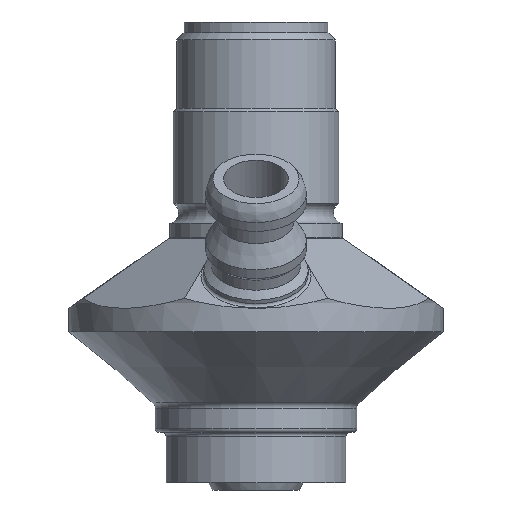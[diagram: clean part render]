
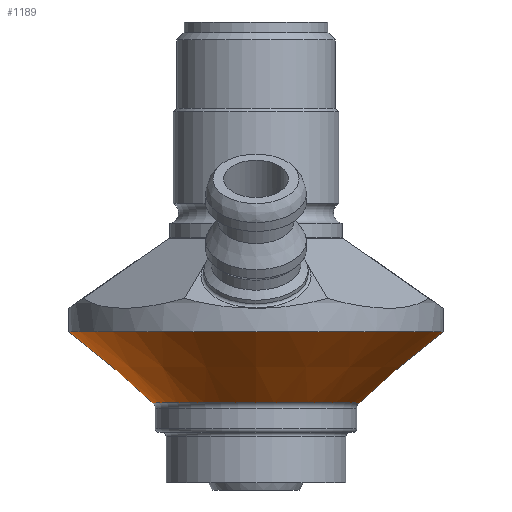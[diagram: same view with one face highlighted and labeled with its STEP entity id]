
A CAD part, left-side view. The second image highlights one B-rep face of the part: STEP entity #1189.
In plain terms, the highlighted conical face has half-angle 49.635 degrees and reference radius 14 mm.
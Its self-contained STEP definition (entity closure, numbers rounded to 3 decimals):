
#85=CONICAL_SURFACE('',#1357,14.,0.866);
#140=FACE_OUTER_BOUND('',#227,.T.);
#227=EDGE_LOOP('',(#910,#911,#912,#913));
#301=LINE('',#2120,#358);
#358=VECTOR('',#1682,14.);
#417=CIRCLE('',#1321,26.);
#438=CIRCLE('',#1358,14.352);
#519=VERTEX_POINT('',#2051);
#539=VERTEX_POINT('',#2119);
#639=EDGE_CURVE('',#519,#519,#417,.T.);
#672=EDGE_CURVE('',#519,#539,#301,.T.);
#673=EDGE_CURVE('',#539,#539,#438,.T.);
#910=ORIENTED_EDGE('',*,*,#639,.F.);
#911=ORIENTED_EDGE('',*,*,#672,.T.);
#912=ORIENTED_EDGE('',*,*,#673,.F.);
#913=ORIENTED_EDGE('',*,*,#672,.F.);
#1189=ADVANCED_FACE('',(#140),#85,.T.);
#1321=AXIS2_PLACEMENT_3D('',#2053,#1598,#1599);
#1357=AXIS2_PLACEMENT_3D('',#2118,#1680,#1681);
#1358=AXIS2_PLACEMENT_3D('',#2121,#1683,#1684);
#1598=DIRECTION('center_axis',(0.,0.,1.));
#1599=DIRECTION('ref_axis',(-1.,0.,0.));
#1680=DIRECTION('center_axis',(0.,0.,1.));
#1681=DIRECTION('ref_axis',(-1.,0.,0.));
#1682=DIRECTION('',(-0.762,0.,-0.648));
#1683=DIRECTION('center_axis',(0.,0.,-1.));
#1684=DIRECTION('ref_axis',(-1.,0.,0.));
#2051=CARTESIAN_POINT('',(26.,0.,22.));
#2053=CARTESIAN_POINT('Origin',(0.,0.,22.));
#2118=CARTESIAN_POINT('Origin',(0.,0.,11.8));
#2119=CARTESIAN_POINT('',(14.352,0.,12.099));
#2120=CARTESIAN_POINT('',(14.,0.,11.8));
#2121=CARTESIAN_POINT('Origin',(0.,0.,12.099));
